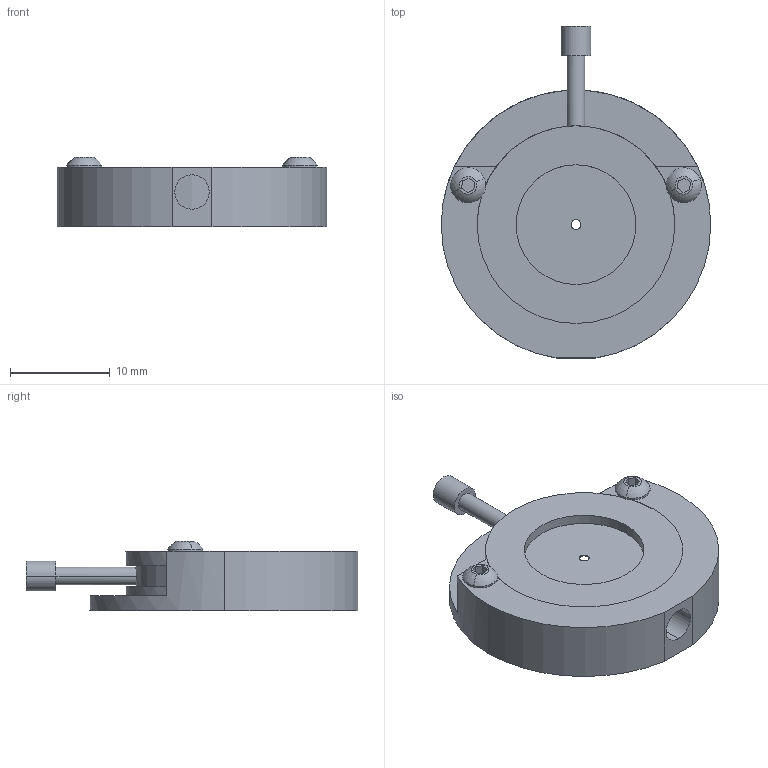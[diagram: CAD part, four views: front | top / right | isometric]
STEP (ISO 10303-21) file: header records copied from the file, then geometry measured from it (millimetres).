
FILE_DESCRIPTION (( 'STEP AP214' ), '1' );
FILE_NAME ('ID1012E.STEP', '2019-01-22T03:10:39', ( '' ), ( '' ), 'SwSTEP 2.0', 'SolidWorks 2016', '' );
FILE_SCHEMA (( 'AUTOMOTIVE_DESIGN' ));
Length unit declared in the file: millimetre
Products named in the file (1): ID1012E
Bounding box: 27 x 33.25 x 7 mm (x, y, z)
Surface area: 2538.2 mm2 (no closed solid volume)
Topology: 0 solids, 4 shells, 62 faces, 156 edges, 104 vertices
Faces by surface type: plane 30, cylinder 28, sphere 4
Entity records: 2608 total; most frequent: CARTESIAN_POINT 355, DIRECTION 352, ORIENTED_EDGE 282, EDGE_CURVE 156, AXIS2_PLACEMENT_3D 135, VERTEX_POINT 104, LINE 82, VECTOR 82
